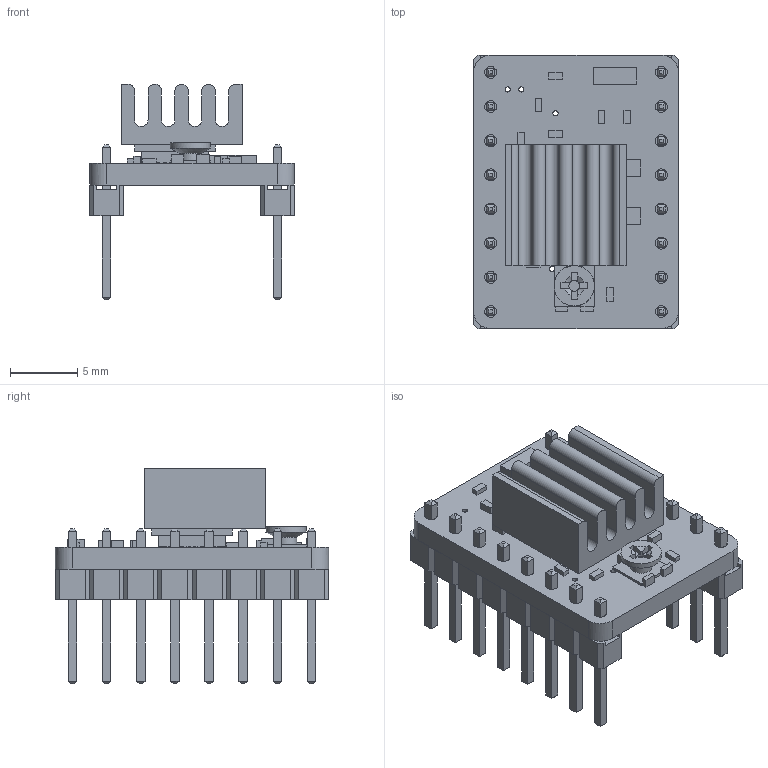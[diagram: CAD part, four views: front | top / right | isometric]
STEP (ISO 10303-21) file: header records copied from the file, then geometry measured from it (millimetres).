
FILE_DESCRIPTION( ( '' ), ' ' );
FILE_NAME( '5afaf4cfa5c19511d037e76e.step', '2018-05-15T14:55:12', ( '' ), ( '' ), ' ', ' ', ' ' );
FILE_SCHEMA( ( 'AUTOMOTIVE_DESIGN { 1 0 10303 214 1 1 1 1 }' ) );
Length unit declared in the file: metre
Products named in the file (2): Assem1; Heatsink For A4988
Assembly tree (1 placements, depth 2):
  Assem1
    Heatsink For A4988
Bounding box: 15.24 x 20.32 x 16.04 mm (x, y, z)
Volume: 1043.8 mm3; surface area: 2125.9 mm2
Topology: 1 solids, 2 shells, 743 faces, 2378 edges, 1538 vertices
Faces by surface type: plane 610, cylinder 128, cone 5
Full cylindrical faces by diameter (mm): 0.381 x9, 0.5 x1, 0.762 x9, 0.8 x1, 1.6 x1, 3 x1
Entity records: 26092 total; most frequent: ORIENTED_EDGE 4698, CARTESIAN_POINT 4642, DIRECTION 4109, EDGE_CURVE 2349, LINE 2063, VECTOR 2063, VERTEX_POINT 1532, AXIS2_PLACEMENT_3D 1023
